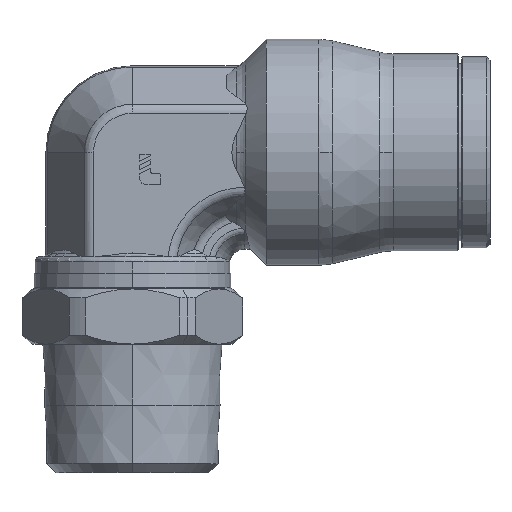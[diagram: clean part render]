
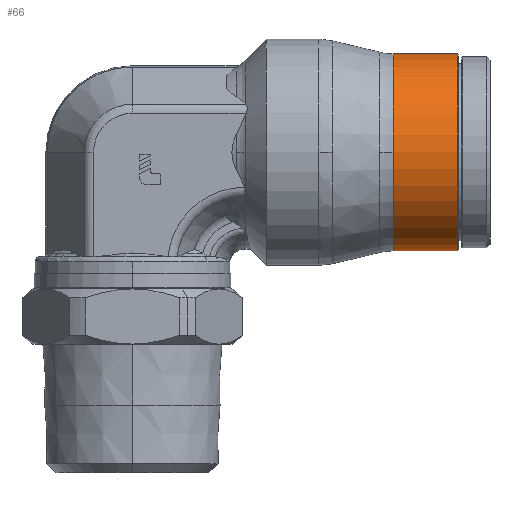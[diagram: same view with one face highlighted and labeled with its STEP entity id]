
A CAD part, top view. The second image highlights one B-rep face of the part: STEP entity #66.
In plain terms, the highlighted cylindrical face has radius 9.375 mm (diameter 18.75 mm), a partial arc.
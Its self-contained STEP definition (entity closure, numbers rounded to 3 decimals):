
#66=ADVANCED_FACE('',(#264),#265,.T.);
#264=FACE_OUTER_BOUND('',#632,.T.);
#265=CYLINDRICAL_SURFACE('',#633,9.375);
#632=EDGE_LOOP('',(#1118,#1119,#1120,#1121,#1122));
#633=AXIS2_PLACEMENT_3D('',#1123,#1124,#1125);
#1118=ORIENTED_EDGE('',*,*,#2492,.F.);
#1119=ORIENTED_EDGE('',*,*,#2493,.T.);
#1120=ORIENTED_EDGE('',*,*,#2491,.T.);
#1121=ORIENTED_EDGE('',*,*,#2494,.F.);
#1122=ORIENTED_EDGE('',*,*,#2495,.F.);
#1123=CARTESIAN_POINT('',(27.84,0.0,0.));
#1124=DIRECTION('',(1.0,0.0,0.0));
#1125=DIRECTION('',(0.0,1.0,0.0));
#2491=EDGE_CURVE('',#3017,#3023,#3025,.T.);
#2492=EDGE_CURVE('',#3026,#3027,#3028,.T.);
#2493=EDGE_CURVE('',#3026,#3017,#3029,.T.);
#2494=EDGE_CURVE('',#3030,#3023,#3031,.T.);
#2495=EDGE_CURVE('',#3027,#3030,#3032,.T.);
#3017=VERTEX_POINT('',#3952);
#3023=VERTEX_POINT('',#3958);
#3025=CIRCLE('',#3960,9.375);
#3026=VERTEX_POINT('',#3961);
#3027=VERTEX_POINT('',#3962);
#3028=LINE('',#3963,#3964);
#3029=CIRCLE('',#3965,9.375);
#3030=VERTEX_POINT('',#3966);
#3031=LINE('',#3967,#3968);
#3032=CIRCLE('',#3969,9.375);
#3952=CARTESIAN_POINT('',(24.78,0.,9.375));
#3958=CARTESIAN_POINT('',(24.78,-9.375,0.));
#3960=AXIS2_PLACEMENT_3D('',#5872,#5873,#5874);
#3961=CARTESIAN_POINT('',(24.78,9.375,0.));
#3962=CARTESIAN_POINT('',(30.9,9.375,0.));
#3963=CARTESIAN_POINT('',(27.84,9.375,0.));
#3964=VECTOR('',#5875,1.0);
#3965=AXIS2_PLACEMENT_3D('',#5876,#5877,#5878);
#3966=CARTESIAN_POINT('',(30.9,-9.375,0.));
#3967=CARTESIAN_POINT('',(27.84,-9.375,0.));
#3968=VECTOR('',#5879,1.0);
#3969=AXIS2_PLACEMENT_3D('',#5880,#5881,#5882);
#5872=CARTESIAN_POINT('',(24.78,0.0,0.));
#5873=DIRECTION('',(1.0,0.0,0.0));
#5874=DIRECTION('',(0.0,1.0,0.0));
#5875=DIRECTION('',(1.0,0.0,0.0));
#5876=CARTESIAN_POINT('',(24.78,0.0,0.));
#5877=DIRECTION('',(1.0,0.0,0.0));
#5878=DIRECTION('',(0.0,1.0,0.0));
#5879=DIRECTION('',(-1.0,-0.0,-0.0));
#5880=CARTESIAN_POINT('',(30.9,0.0,0.));
#5881=DIRECTION('',(1.0,0.0,0.0));
#5882=DIRECTION('',(0.0,1.0,0.0));
